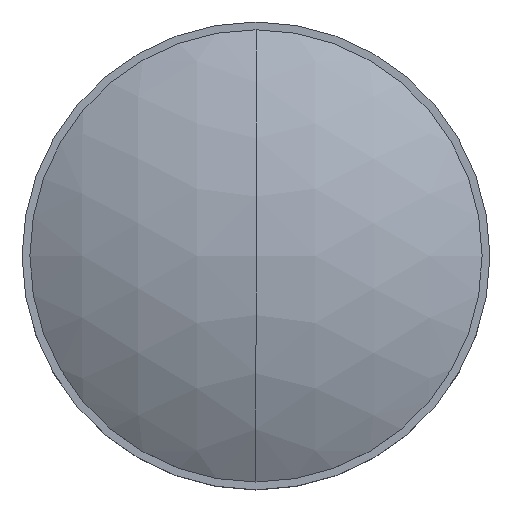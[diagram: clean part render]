
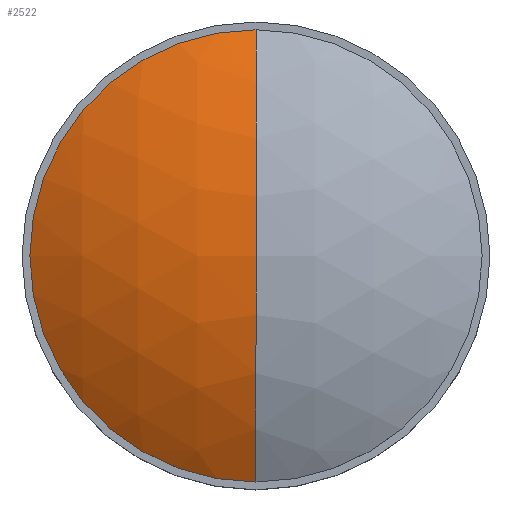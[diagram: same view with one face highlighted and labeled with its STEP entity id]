
A CAD part, top view. The second image highlights one B-rep face of the part: STEP entity #2522.
In plain terms, the highlighted spherical face has radius 16.5 mm.
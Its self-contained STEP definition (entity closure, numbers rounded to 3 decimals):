
#324 = VERTEX_POINT ( 'NONE', #1092 ) ;
#327 = VERTEX_POINT ( 'NONE', #1095 ) ;
#329 = VERTEX_POINT ( 'NONE', #1097 ) ;
#331 = VERTEX_POINT ( 'NONE', #1099 ) ;
#395 = CARTESIAN_POINT ( 'NONE',  ( 0., 0., -1.5 ) ) ;
#399 = DIRECTION ( 'NONE',  ( -1., 0., 0. ) ) ;
#400 = DIRECTION ( 'NONE',  ( 0., -1., 0. ) ) ;
#401 = CARTESIAN_POINT ( 'NONE',  ( 0., 0., 12.52 ) ) ;
#402 = DIRECTION ( 'NONE',  ( 0., 0., 1. ) ) ;
#403 = DIRECTION ( 'NONE',  ( 1., 0., 0. ) ) ;
#606 = CARTESIAN_POINT ( 'NONE',  ( 0., 0., -1.5 ) ) ;
#607 = DIRECTION ( 'NONE',  ( -1., 0., 0. ) ) ;
#608 = DIRECTION ( 'NONE',  ( 0., 1., 0. ) ) ;
#698 = EDGE_LOOP ( 'NONE', ( #1080, #1265, #1081, #1262 ) ) ;
#864 = AXIS2_PLACEMENT_3D ( 'NONE', #606, #607, #608 ) ;
#865 = FACE_OUTER_BOUND ( 'NONE', #698, .T. ) ;
#867 = SPHERICAL_SURFACE ( 'NONE', #864, 16.5 ) ;
#1080 = ORIENTED_EDGE ( 'NONE', *, *, #2178, .T. ) ;
#1081 = ORIENTED_EDGE ( 'NONE', *, *, #1991, .F. ) ;
#1092 = CARTESIAN_POINT ( 'NONE',  ( 0., 0., 15. ) ) ;
#1095 = CARTESIAN_POINT ( 'NONE',  ( 0., -8.7, 12.52 ) ) ;
#1097 = CARTESIAN_POINT ( 'NONE',  ( -8.7, 0., 12.52 ) ) ;
#1099 = CARTESIAN_POINT ( 'NONE',  ( 0., 8.7, 12.52 ) ) ;
#1262 = ORIENTED_EDGE ( 'NONE', *, *, #1987, .T. ) ;
#1265 = ORIENTED_EDGE ( 'NONE', *, *, #2177, .T. ) ;
#1707 = CARTESIAN_POINT ( 'NONE',  ( 0., 0., 12.52 ) ) ;
#1708 = DIRECTION ( 'NONE',  ( 0., 0., 1. ) ) ;
#1709 = DIRECTION ( 'NONE',  ( 1., 0., 0. ) ) ;
#1719 = CARTESIAN_POINT ( 'NONE',  ( 0., 0., -1.5 ) ) ;
#1720 = DIRECTION ( 'NONE',  ( 1., 0., 0. ) ) ;
#1721 = DIRECTION ( 'NONE',  ( 0., 0., -1. ) ) ;
#1978 = AXIS2_PLACEMENT_3D ( 'NONE', #395, #399, #400 ) ;
#1980 = AXIS2_PLACEMENT_3D ( 'NONE', #401, #402, #403 ) ;
#1987 = EDGE_CURVE ( 'NONE', #331, #329, #2098, .T. ) ;
#1991 = EDGE_CURVE ( 'NONE', #331, #324, #2096, .T. ) ;
#2033 = CIRCLE ( 'NONE', #1978, 16.5 ) ;
#2034 = CIRCLE ( 'NONE', #1980, 8.7 ) ;
#2096 = CIRCLE ( 'NONE', #2470, 16.5 ) ;
#2098 = CIRCLE ( 'NONE', #2467, 8.7 ) ;
#2177 = EDGE_CURVE ( 'NONE', #327, #324, #2033, .T. ) ;
#2178 = EDGE_CURVE ( 'NONE', #329, #327, #2034, .T. ) ;
#2467 = AXIS2_PLACEMENT_3D ( 'NONE', #1707, #1708, #1709 ) ;
#2470 = AXIS2_PLACEMENT_3D ( 'NONE', #1719, #1720, #1721 ) ;
#2522 = ADVANCED_FACE ( 'NONE', ( #865 ), #867, .T. ) ;
